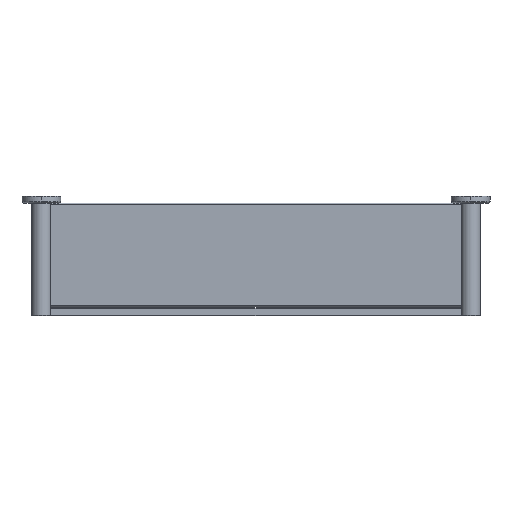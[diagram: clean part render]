
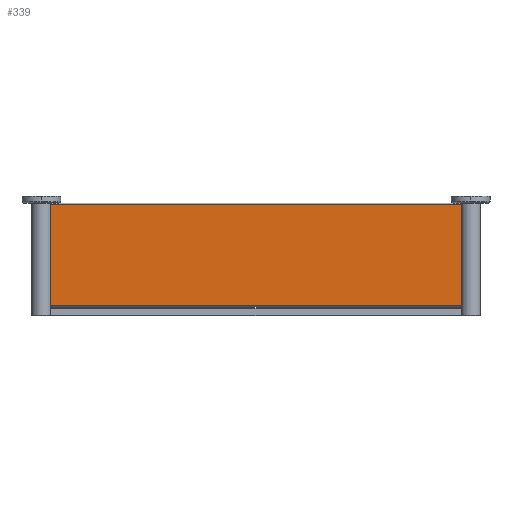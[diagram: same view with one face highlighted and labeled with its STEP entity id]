
A CAD part, top view. The second image highlights one B-rep face of the part: STEP entity #339.
In plain terms, the highlighted face is planar.
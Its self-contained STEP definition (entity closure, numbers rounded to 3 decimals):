
#339=ADVANCED_FACE('',(#679),#4984,.T.);
#679=FACE_OUTER_BOUND('',#994,.T.);
#994=EDGE_LOOP('',(#1943,#1944,#1945,#1946,#1947,#1948,#1949,#1950));
#1943=ORIENTED_EDGE('',*,*,#3098,.T.);
#1944=ORIENTED_EDGE('',*,*,#3100,.T.);
#1945=ORIENTED_EDGE('',*,*,#3078,.F.);
#1946=ORIENTED_EDGE('',*,*,#3083,.F.);
#1947=ORIENTED_EDGE('',*,*,#3086,.F.);
#1948=ORIENTED_EDGE('',*,*,#3099,.T.);
#1949=ORIENTED_EDGE('',*,*,#3035,.F.);
#1950=ORIENTED_EDGE('',*,*,#3038,.F.);
#3035=EDGE_CURVE('',#4474,#4470,#3644,.T.);
#3038=EDGE_CURVE('',#4479,#4474,#3647,.T.);
#3078=EDGE_CURVE('',#4501,#4502,#3685,.T.);
#3083=EDGE_CURVE('',#4504,#4501,#3690,.T.);
#3086=EDGE_CURVE('',#4472,#4504,#3693,.T.);
#3098=EDGE_CURVE('',#4479,#4512,#3705,.T.);
#3099=EDGE_CURVE('',#4472,#4470,#4092,.T.);
#3100=EDGE_CURVE('',#4512,#4502,#4093,.T.);
#3644=B_SPLINE_CURVE_WITH_KNOTS('',1,(#8474,#8475),.UNSPECIFIED.,.F.,.F.,
(2,2),(-58.331,0.),.UNSPECIFIED.);
#3647=B_SPLINE_CURVE_WITH_KNOTS('',1,(#8482,#8483),.UNSPECIFIED.,.F.,.F.,
(2,2),(-448.,0.),.UNSPECIFIED.);
#3685=B_SPLINE_CURVE_WITH_KNOTS('',1,(#8608,#8609),.UNSPECIFIED.,.F.,.F.,
(2,2),(-22.,0.),.UNSPECIFIED.);
#3690=B_SPLINE_CURVE_WITH_KNOTS('',1,(#8622,#8623),.UNSPECIFIED.,.F.,.F.,
(2,2),(-426.,0.),.UNSPECIFIED.);
#3693=B_SPLINE_CURVE_WITH_KNOTS('',1,(#8630,#8631),.UNSPECIFIED.,.F.,.F.,
(2,2),(-22.,0.),.UNSPECIFIED.);
#3705=B_SPLINE_CURVE_WITH_KNOTS('',1,(#8660,#8661),.UNSPECIFIED.,.F.,.F.,
(2,2),(-58.331,0.),.UNSPECIFIED.);
#4092=(
BOUNDED_CURVE()
B_SPLINE_CURVE(2,(#8662,#8663,#8664),.UNSPECIFIED.,.F.,.F.)
B_SPLINE_CURVE_WITH_KNOTS((3,3),(-26.956,0.),.UNSPECIFIED.)
CURVE()
GEOMETRIC_REPRESENTATION_ITEM()
RATIONAL_B_SPLINE_CURVE((1.,0.907,1.))
REPRESENTATION_ITEM('')
);
#4093=(
BOUNDED_CURVE()
B_SPLINE_CURVE(2,(#8665,#8666,#8667),.UNSPECIFIED.,.F.,.F.)
B_SPLINE_CURVE_WITH_KNOTS((3,3),(-26.956,0.),.UNSPECIFIED.)
CURVE()
GEOMETRIC_REPRESENTATION_ITEM()
RATIONAL_B_SPLINE_CURVE((1.,0.907,1.))
REPRESENTATION_ITEM('')
);
#4470=VERTEX_POINT('',#8385);
#4472=VERTEX_POINT('',#8387);
#4474=VERTEX_POINT('',#8389);
#4479=VERTEX_POINT('',#8394);
#4501=VERTEX_POINT('',#8416);
#4502=VERTEX_POINT('',#8417);
#4504=VERTEX_POINT('',#8419);
#4512=VERTEX_POINT('',#8427);
#4984=PLANE('',#5478);
#5478=AXIS2_PLACEMENT_3D('',#8352,#5784,$);
#5784=DIRECTION('',(0.,1.,0.));
#8352=CARTESIAN_POINT('',(62.973,3.,-269.355));
#8385=CARTESIAN_POINT('',(-6.315,3.,224.));
#8387=CARTESIAN_POINT('',(-30.,3.,213.));
#8389=CARTESIAN_POINT('',(52.016,3.,224.));
#8394=CARTESIAN_POINT('',(52.016,3.,-224.));
#8416=CARTESIAN_POINT('',(-52.,3.,-213.));
#8417=CARTESIAN_POINT('',(-30.,3.,-213.));
#8419=CARTESIAN_POINT('',(-52.,3.,213.));
#8427=CARTESIAN_POINT('',(-6.315,3.,-224.));
#8474=CARTESIAN_POINT('',(52.016,3.,224.));
#8475=CARTESIAN_POINT('',(-6.315,3.,224.));
#8482=CARTESIAN_POINT('',(52.016,3.,-224.));
#8483=CARTESIAN_POINT('',(52.016,3.,224.));
#8608=CARTESIAN_POINT('',(-52.,3.,-213.));
#8609=CARTESIAN_POINT('',(-30.,3.,-213.));
#8622=CARTESIAN_POINT('',(-52.,3.,213.));
#8623=CARTESIAN_POINT('',(-52.,3.,-213.));
#8630=CARTESIAN_POINT('',(-30.,3.,213.));
#8631=CARTESIAN_POINT('',(-52.,3.,213.));
#8660=CARTESIAN_POINT('',(52.016,3.,-224.));
#8661=CARTESIAN_POINT('',(-6.315,3.,-224.));
#8662=CARTESIAN_POINT('',(-30.,3.,213.));
#8663=CARTESIAN_POINT('',(-15.603,3.,213.));
#8664=CARTESIAN_POINT('',(-6.315,3.,224.));
#8665=CARTESIAN_POINT('',(-6.315,3.,-224.));
#8666=CARTESIAN_POINT('',(-15.603,3.,-213.));
#8667=CARTESIAN_POINT('',(-30.,3.,-213.));
